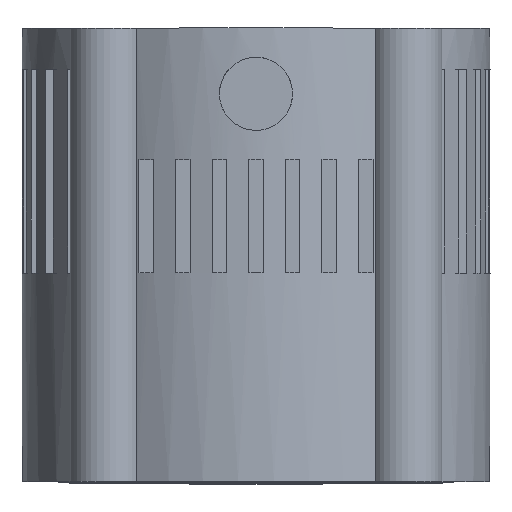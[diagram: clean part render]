
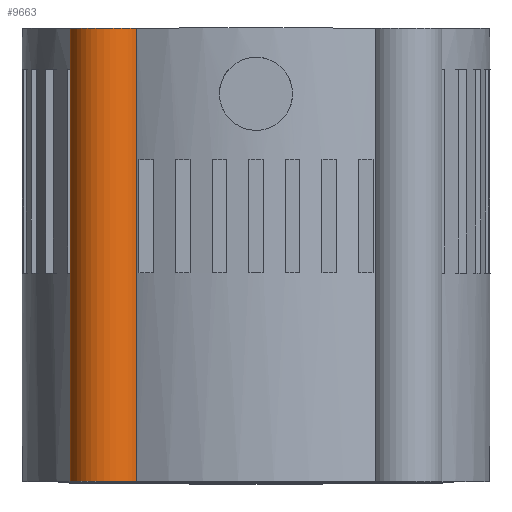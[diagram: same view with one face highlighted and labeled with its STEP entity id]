
A CAD part, top view. The second image highlights one B-rep face of the part: STEP entity #9663.
In plain terms, the highlighted cylindrical face has radius 5 mm (diameter 10 mm), a partial arc.
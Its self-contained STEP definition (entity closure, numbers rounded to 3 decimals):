
#474=LINE('',#15187,#1455);
#475=LINE('',#15190,#1456);
#1455=VECTOR('',#12253,10.);
#1456=VECTOR('',#12256,10.);
#2090=CYLINDRICAL_SURFACE('',#10452,5.);
#2536=FACE_OUTER_BOUND('',#3154,.T.);
#3154=EDGE_LOOP('',(#7172,#7173,#7174,#7175));
#3775=CIRCLE('',#10431,5.);
#3787=CIRCLE('',#10453,5.);
#4421=VERTEX_POINT('',#15139);
#4422=VERTEX_POINT('',#15141);
#4436=VERTEX_POINT('',#15186);
#4437=VERTEX_POINT('',#15188);
#5467=EDGE_CURVE('',#4421,#4422,#3775,.T.);
#5488=EDGE_CURVE('',#4436,#4421,#474,.T.);
#5489=EDGE_CURVE('',#4437,#4436,#3787,.T.);
#5490=EDGE_CURVE('',#4422,#4437,#475,.T.);
#7172=ORIENTED_EDGE('',*,*,#5467,.F.);
#7173=ORIENTED_EDGE('',*,*,#5488,.F.);
#7174=ORIENTED_EDGE('',*,*,#5489,.F.);
#7175=ORIENTED_EDGE('',*,*,#5490,.F.);
#9663=ADVANCED_FACE('',(#2536),#2090,.T.);
#10431=AXIS2_PLACEMENT_3D('',#15142,#12200,#12201);
#10452=AXIS2_PLACEMENT_3D('',#15185,#12251,#12252);
#10453=AXIS2_PLACEMENT_3D('',#15189,#12254,#12255);
#12200=DIRECTION('center_axis',(0.,1.,0.));
#12201=DIRECTION('ref_axis',(-1.,0.,0.));
#12251=DIRECTION('center_axis',(0.,-1.,0.));
#12252=DIRECTION('ref_axis',(-1.,0.,0.));
#12253=DIRECTION('',(0.,1.,0.));
#12254=DIRECTION('center_axis',(0.,-1.,0.));
#12255=DIRECTION('ref_axis',(0.817,0.,0.576));
#12256=DIRECTION('',(0.,-1.,0.));
#15139=CARTESIAN_POINT('',(-24.015,51.,171.149));
#15141=CARTESIAN_POINT('',(-16.341,51.,177.513));
#15142=CARTESIAN_POINT('Origin',(-20.428,51.,174.632));
#15185=CARTESIAN_POINT('Origin',(-20.428,51.,174.632));
#15186=CARTESIAN_POINT('',(-24.015,-11.,171.149));
#15187=CARTESIAN_POINT('',(-24.015,51.,171.149));
#15188=CARTESIAN_POINT('',(-16.341,-11.,177.513));
#15189=CARTESIAN_POINT('Origin',(-20.428,-11.,174.632));
#15190=CARTESIAN_POINT('',(-16.341,51.,177.513));
